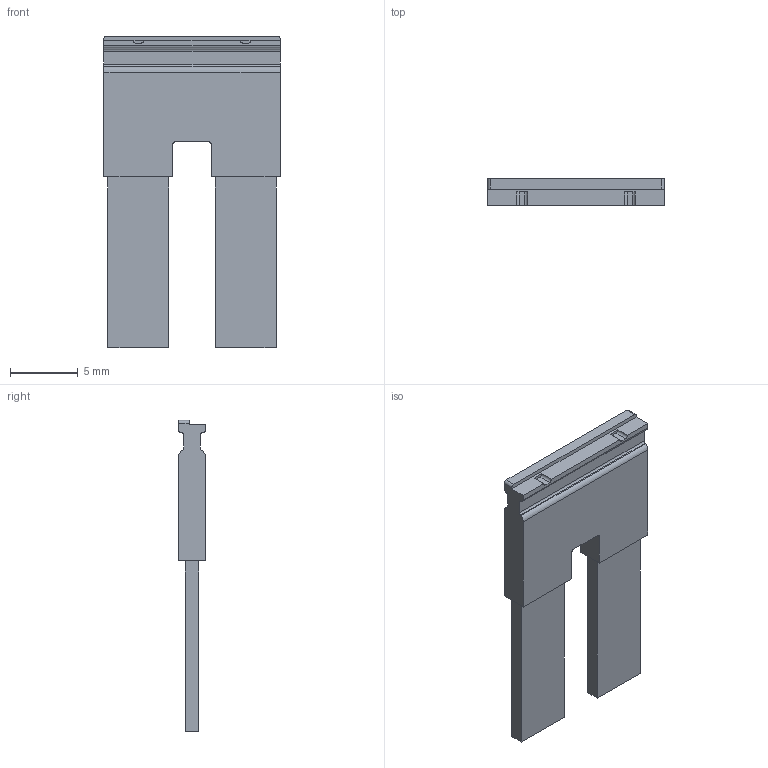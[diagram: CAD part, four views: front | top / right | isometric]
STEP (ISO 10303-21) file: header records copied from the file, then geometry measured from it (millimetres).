
FILE_DESCRIPTION(/* description */ ('Unknown'),/* implementation_level */ '2;1');
FILE_NAME(/* name */ 'JY6_2_COMPACT',/* time_stamp */ '2019-03-14T13:25:27+06:00',/* author */ ('Unknown'),/* organization */ ('Unknown'),/* preprocessor_version */ 'ST-DEVELOPER v16.7',/* originating_system */ 'DEX',/* authorisation */ $);
FILE_SCHEMA (('AUTOMOTIVE_DESIGN {1 0 10303 214 3 1 1}'));
Length unit declared in the file: millimetre
Products named in the file (1): JY6_2_COMPACT
Bounding box: 13.05 x 2 x 23.02 mm (x, y, z)
Volume: 347.9 mm3; surface area: 653.1 mm2
Topology: 1 solids, 2 shells, 60 faces, 160 edges, 107 vertices
Faces by surface type: plane 39, cylinder 21
Full cylindrical faces by diameter (mm): 1.2 x1
Entity records: 2311 total; most frequent: CARTESIAN_POINT 327, DIRECTION 323, ORIENTED_EDGE 318, EDGE_CURVE 159, LINE 117, VECTOR 117, VERTEX_POINT 107, AXIS2_PLACEMENT_3D 103
